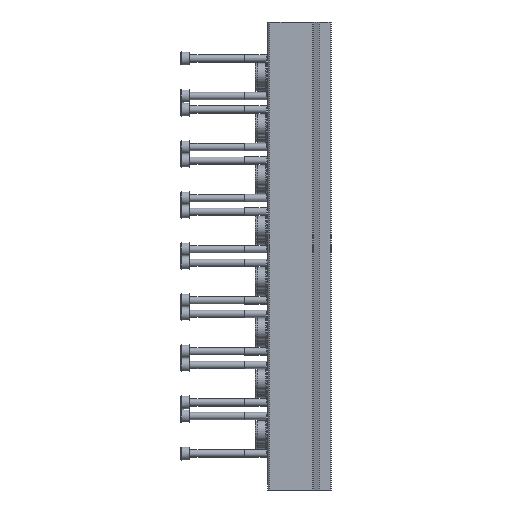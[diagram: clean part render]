
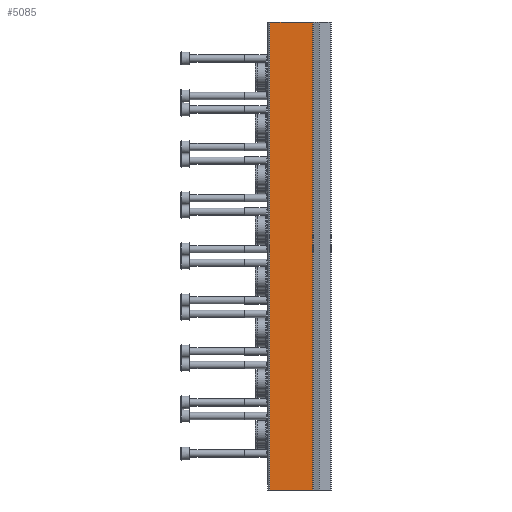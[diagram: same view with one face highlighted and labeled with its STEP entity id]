
A CAD part, left-side view. The second image highlights one B-rep face of the part: STEP entity #5085.
In plain terms, the highlighted planar face has unit normal (-1, 0, 0).
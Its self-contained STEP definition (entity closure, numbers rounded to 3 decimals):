
#242=PLANE('',#5479);
#778=ORIENTED_EDGE('',*,*,#2088,.F.);
#779=ORIENTED_EDGE('',*,*,#2087,.F.);
#780=ORIENTED_EDGE('',*,*,#2089,.T.);
#781=ORIENTED_EDGE('',*,*,#2090,.T.);
#2087=EDGE_CURVE('',#2742,#2740,#3219,.T.);
#2088=EDGE_CURVE('',#2740,#2743,#3220,.T.);
#2089=EDGE_CURVE('',#2742,#2744,#3221,.T.);
#2090=EDGE_CURVE('',#2744,#2743,#3222,.T.);
#2740=VERTEX_POINT('',#8334);
#2742=VERTEX_POINT('',#8338);
#2743=VERTEX_POINT('',#8342);
#2744=VERTEX_POINT('',#8344);
#3219=LINE('',#8339,#3525);
#3220=LINE('',#8341,#3526);
#3221=LINE('',#8343,#3527);
#3222=LINE('',#8345,#3528);
#3525=VECTOR('',#6186,1000.);
#3526=VECTOR('',#6189,1000.);
#3527=VECTOR('',#6190,1000.);
#3528=VECTOR('',#6191,1000.);
#3845=EDGE_LOOP('',(#778,#779,#780,#781));
#4412=FACE_BOUND('',#3845,.T.);
#5085=ADVANCED_FACE('',(#4412),#242,.T.);
#5479=AXIS2_PLACEMENT_3D('',#8340,#6187,#6188);
#6186=DIRECTION('',(0.,0.,1.));
#6187=DIRECTION('',(-1.,0.,0.));
#6188=DIRECTION('',(0.,0.,1.));
#6189=DIRECTION('',(0.,-1.,0.));
#6190=DIRECTION('',(0.,-1.,0.));
#6191=DIRECTION('',(0.,0.,1.));
#8334=CARTESIAN_POINT('',(-40.25,33.,0.));
#8338=CARTESIAN_POINT('',(-40.25,33.,-252.));
#8339=CARTESIAN_POINT('',(-40.25,33.,-252.));
#8340=CARTESIAN_POINT('',(-40.25,33.,-252.));
#8341=CARTESIAN_POINT('',(-40.25,33.,0.));
#8342=CARTESIAN_POINT('',(-40.25,9.853,0.));
#8343=CARTESIAN_POINT('',(-40.25,33.,-252.));
#8344=CARTESIAN_POINT('',(-40.25,9.853,-252.));
#8345=CARTESIAN_POINT('',(-40.25,9.853,-252.));
